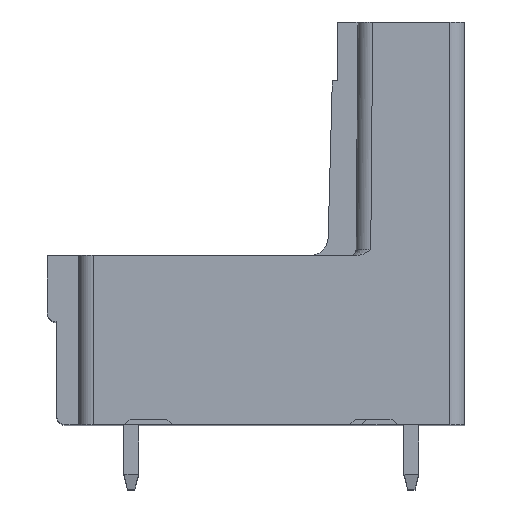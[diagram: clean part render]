
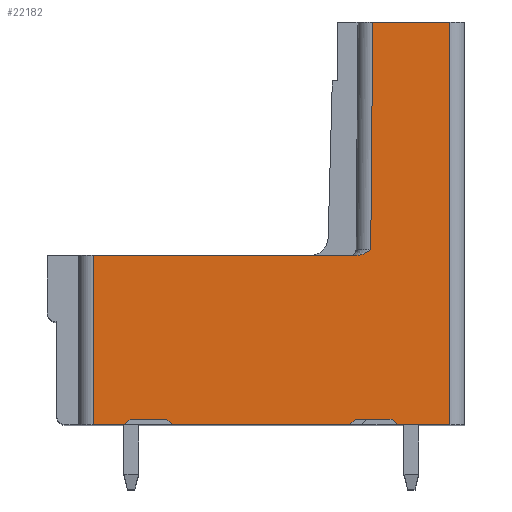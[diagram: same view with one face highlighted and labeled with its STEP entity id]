
A CAD part, top view. The second image highlights one B-rep face of the part: STEP entity #22182.
In plain terms, the highlighted planar face has unit normal (0, 0, 1).
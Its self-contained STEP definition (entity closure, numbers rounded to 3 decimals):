
#2135=DIRECTION('',(1.,0.,0.));
#2136=VECTOR('',#2135,2.85);
#2137=CARTESIAN_POINT('',(-3.644,0.,
-92.163));
#2138=LINE('',#2137,#2136);
#4365=CARTESIAN_POINT('',(-5.857,9.2,
-92.163));
#4684=DIRECTION('',(1.,0.,0.));
#4685=VECTOR('',#4684,2.);
#4686=CARTESIAN_POINT('',(-18.194,0.3,-92.163));
#4687=LINE('',#4686,#4685);
#4692=DIRECTION('',(1.,0.,0.));
#4693=VECTOR('',#4692,14.337);
#4694=CARTESIAN_POINT('',(-20.194,9.2,
-92.163));
#4695=LINE('',#4694,#4693);
#4696=CARTESIAN_POINT('',(-5.857,9.2,
-92.163));
#4697=CARTESIAN_POINT('',(-5.825,9.2,
-92.163));
#4698=CARTESIAN_POINT('',(-5.757,9.204,
-92.163));
#4699=CARTESIAN_POINT('',(-5.644,9.227,
-92.163));
#4700=CARTESIAN_POINT('',(-5.523,9.268,
-92.163));
#4701=CARTESIAN_POINT('',(-5.393,9.328,
-92.163));
#4702=CARTESIAN_POINT('',(-5.255,9.405,
-92.163));
#4703=CARTESIAN_POINT('',(-5.154,9.467,
-92.163));
#4704=CARTESIAN_POINT('',(-5.102,9.5,
-92.163));
#4706=DIRECTION('',(0.009,1.,0.));
#4707=VECTOR('',#4706,12.4);
#4708=CARTESIAN_POINT('',(-5.102,9.5,
-92.163));
#4709=LINE('',#4708,#4707);
#4710=DIRECTION('',(1.,0.,0.));
#4711=VECTOR('',#4710,4.2);
#4712=CARTESIAN_POINT('',(-4.994,21.9,-92.163));
#4713=LINE('',#4712,#4711);
#4714=DIRECTION('',(-0.707,0.707,0.));
#4715=VECTOR('',#4714,0.424);
#4716=CARTESIAN_POINT('',(-3.644,0.,
-92.163));
#4717=LINE('',#4716,#4715);
#4718=DIRECTION('',(-0.707,-0.707,0.));
#4719=VECTOR('',#4718,0.424);
#4720=CARTESIAN_POINT('',(-5.944,0.3,
-92.163));
#4721=LINE('',#4720,#4719);
#4722=DIRECTION('',(-1.,0.,0.));
#4723=VECTOR('',#4722,9.65);
#4724=CARTESIAN_POINT('',(-6.244,0.,
-92.163));
#4725=LINE('',#4724,#4723);
#4726=DIRECTION('',(-0.707,0.707,0.));
#4727=VECTOR('',#4726,0.424);
#4728=CARTESIAN_POINT('',(-15.894,0.,
-92.163));
#4729=LINE('',#4728,#4727);
#4730=DIRECTION('',(-0.707,-0.707,0.));
#4731=VECTOR('',#4730,0.424);
#4732=CARTESIAN_POINT('',(-18.194,0.3,-92.163));
#4733=LINE('',#4732,#4731);
#4734=DIRECTION('',(-1.,0.,0.));
#4735=VECTOR('',#4734,1.7);
#4736=CARTESIAN_POINT('',(-18.494,0.,
-92.163));
#4737=LINE('',#4736,#4735);
#4738=DIRECTION('',(0.,1.,0.));
#4739=VECTOR('',#4738,9.2);
#4740=CARTESIAN_POINT('',(-20.194,0.,
-92.163));
#4741=LINE('',#4740,#4739);
#5550=DIRECTION('',(1.,0.,0.));
#5551=VECTOR('',#5550,2.);
#5552=CARTESIAN_POINT('',(-5.944,0.3,
-92.163));
#5553=LINE('',#5552,#5551);
#9156=DIRECTION('',(0.,1.,0.));
#9157=VECTOR('',#9156,21.9);
#9158=CARTESIAN_POINT('',(-0.794,0.,
-92.163));
#9159=LINE('',#9158,#9157);
#12766=CARTESIAN_POINT('',(-0.794,21.9,-92.163));
#12767=VERTEX_POINT('',#12766);
#12768=CARTESIAN_POINT('',(-4.994,21.9,-92.163));
#12769=VERTEX_POINT('',#12768);
#12813=CARTESIAN_POINT('',(-20.194,0.,
-92.163));
#12814=VERTEX_POINT('',#12813);
#12815=CARTESIAN_POINT('',(-18.494,0.,
-92.163));
#12816=VERTEX_POINT('',#12815);
#12829=CARTESIAN_POINT('',(-15.894,0.,
-92.163));
#12830=VERTEX_POINT('',#12829);
#12831=CARTESIAN_POINT('',(-6.244,0.,
-92.163));
#12832=VERTEX_POINT('',#12831);
#12853=CARTESIAN_POINT('',(-3.644,0.,
-92.163));
#12854=VERTEX_POINT('',#12853);
#12855=CARTESIAN_POINT('',(-0.794,0.,
-92.163));
#12856=VERTEX_POINT('',#12855);
#12965=VERTEX_POINT('',#4365);
#12966=CARTESIAN_POINT('',(-20.194,9.2,
-92.163));
#12967=VERTEX_POINT('',#12966);
#13157=CARTESIAN_POINT('',(-16.194,0.3,
-92.163));
#13158=VERTEX_POINT('',#13157);
#13159=CARTESIAN_POINT('',(-18.194,0.3,-92.163));
#13160=VERTEX_POINT('',#13159);
#13161=VERTEX_POINT('',#4704);
#13162=CARTESIAN_POINT('',(-3.944,0.3,
-92.163));
#13163=VERTEX_POINT('',#13162);
#13164=CARTESIAN_POINT('',(-5.944,0.3,
-92.163));
#13165=VERTEX_POINT('',#13164);
#22152=CARTESIAN_POINT('',(-6.202,9.5,-92.163));
#22153=DIRECTION('',(0.,0.,1.));
#22154=DIRECTION('',(-1.,0.,0.));
#22155=AXIS2_PLACEMENT_3D('',#22152,#22153,#22154);
#22156=PLANE('',#22155);
#22157=ORIENTED_EDGE('',*,*,#21439,.T.);
#22159=ORIENTED_EDGE('',*,*,#22158,.T.);
#22161=ORIENTED_EDGE('',*,*,#22160,.T.);
#22163=ORIENTED_EDGE('',*,*,#22162,.T.);
#22165=ORIENTED_EDGE('',*,*,#22164,.F.);
#22166=ORIENTED_EDGE('',*,*,#18404,.F.);
#22168=ORIENTED_EDGE('',*,*,#22167,.T.);
#22170=ORIENTED_EDGE('',*,*,#22169,.F.);
#22172=ORIENTED_EDGE('',*,*,#22171,.T.);
#22173=ORIENTED_EDGE('',*,*,#18380,.T.);
#22174=ORIENTED_EDGE('',*,*,#22119,.T.);
#22175=ORIENTED_EDGE('',*,*,#22133,.F.);
#22176=ORIENTED_EDGE('',*,*,#22146,.T.);
#22177=ORIENTED_EDGE('',*,*,#18364,.T.);
#22179=ORIENTED_EDGE('',*,*,#22178,.T.);
#22180=EDGE_LOOP('',(#22157,#22159,#22161,#22163,#22165,#22166,#22168,#22170,
#22172,#22173,#22174,#22175,#22176,#22177,#22179));
#22181=FACE_OUTER_BOUND('',#22180,.F.);
#22182=ADVANCED_FACE('',(#22181),#22156,.T.);
#4705=B_SPLINE_CURVE_WITH_KNOTS('',3,(#4696,#4697,#4698,#4699,#4700,#4701,#4702,
#4703,#4704),.UNSPECIFIED.,.F.,.F.,(4,1,1,1,1,1,4),(0.,0.167,
0.333,0.5,0.667,0.833,1.),
.UNSPECIFIED.);
#18364=EDGE_CURVE('',#12816,#12814,#4737,.T.);
#18380=EDGE_CURVE('',#12832,#12830,#4725,.T.);
#18404=EDGE_CURVE('',#12854,#12856,#2138,.T.);
#21439=EDGE_CURVE('',#12967,#12965,#4695,.T.);
#22119=EDGE_CURVE('',#12830,#13158,#4729,.T.);
#22133=EDGE_CURVE('',#13160,#13158,#4687,.T.);
#22146=EDGE_CURVE('',#13160,#12816,#4733,.T.);
#22158=EDGE_CURVE('',#12965,#13161,#4705,.T.);
#22160=EDGE_CURVE('',#13161,#12769,#4709,.T.);
#22162=EDGE_CURVE('',#12769,#12767,#4713,.T.);
#22164=EDGE_CURVE('',#12856,#12767,#9159,.T.);
#22167=EDGE_CURVE('',#12854,#13163,#4717,.T.);
#22169=EDGE_CURVE('',#13165,#13163,#5553,.T.);
#22171=EDGE_CURVE('',#13165,#12832,#4721,.T.);
#22178=EDGE_CURVE('',#12814,#12967,#4741,.T.);
